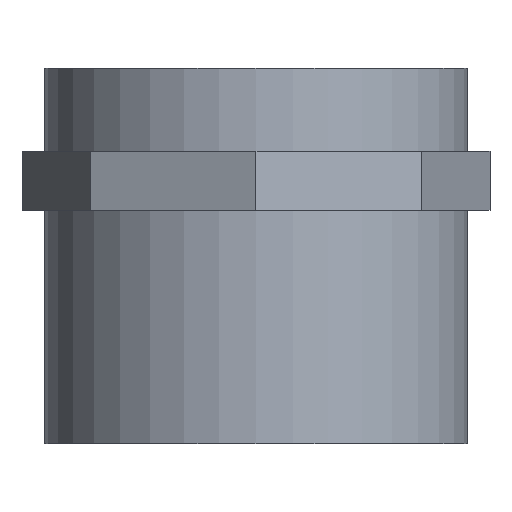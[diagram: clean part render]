
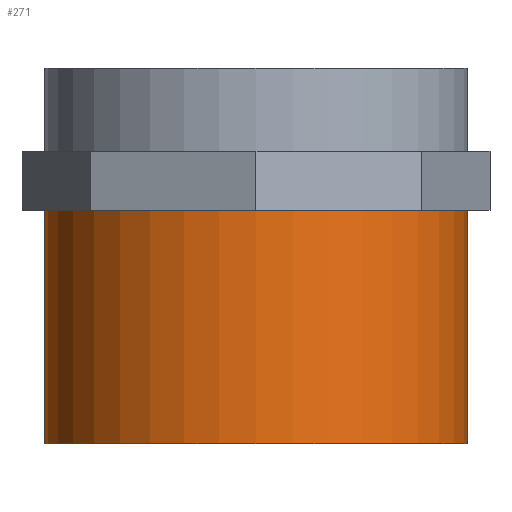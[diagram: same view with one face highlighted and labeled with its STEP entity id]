
A CAD part, front view. The second image highlights one B-rep face of the part: STEP entity #271.
In plain terms, the highlighted cylindrical face has radius 62.5 mm (diameter 125 mm), a full revolution.
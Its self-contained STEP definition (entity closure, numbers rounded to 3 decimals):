
#15=CYLINDRICAL_SURFACE($,#296,62.5);
#22=FACE_BOUND($,#69,.T.);
#29=CIRCLE($,#280,62.5);
#32=CIRCLE($,#294,62.5);
#49=FACE_OUTER_BOUND($,#68,.T.);
#68=EDGE_LOOP($,(#236));
#69=EDGE_LOOP($,(#237));
#134=VERTEX_POINT($,#398);
#145=VERTEX_POINT($,#439);
#158=EDGE_CURVE($,#134,#134,#29,.T.);
#177=EDGE_CURVE($,#145,#145,#32,.T.);
#236=ORIENTED_EDGE($,*,*,#158,.T.);
#237=ORIENTED_EDGE($,*,*,#177,.T.);
#271=ADVANCED_FACE($,(#49,#22),#15,.T.);
#280=AXIS2_PLACEMENT_3D($,#399,#316,#317);
#294=AXIS2_PLACEMENT_3D($,#440,#360,#361);
#296=AXIS2_PLACEMENT_3D($,#443,#364,#365);
#316=DIRECTION('center_axis',(0.,0.,-1.));
#317=DIRECTION('ref_axis',(0.,-1.,0.));
#360=DIRECTION('center_axis',(0.,0.,1.));
#361=DIRECTION('ref_axis',(0.,-1.,0.));
#364=DIRECTION('center_axis',(0.,0.,1.));
#365=DIRECTION('ref_axis',(0.,-1.,0.));
#398=CARTESIAN_POINT('',(0.,62.5,69.2));
#399=CARTESIAN_POINT('Origin',(0.,0.,69.2));
#439=CARTESIAN_POINT('',(0.,-62.5,0.));
#440=CARTESIAN_POINT('Origin',(0.,0.,0.));
#443=CARTESIAN_POINT('Origin',(0.,0.,55.65));
